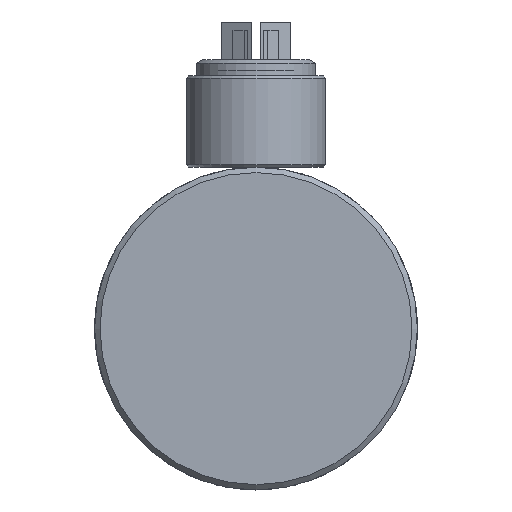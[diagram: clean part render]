
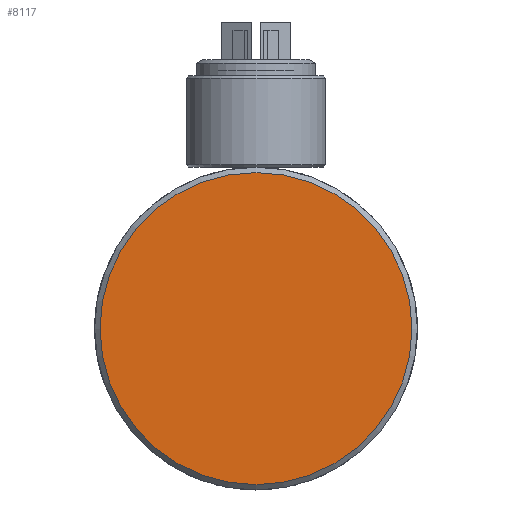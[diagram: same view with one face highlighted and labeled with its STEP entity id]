
A CAD part, left-side view. The second image highlights one B-rep face of the part: STEP entity #8117.
In plain terms, the highlighted planar face has unit normal (-1, 0, 0).
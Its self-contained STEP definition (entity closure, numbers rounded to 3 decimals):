
#898 = ORIENTED_EDGE ( 'NONE', *, *, #5419, .T. ) ;
#913 = DIRECTION ( 'NONE',  ( -1., 0., 0. ) ) ;
#1099 = VERTEX_POINT ( 'NONE', #9980 ) ;
#1703 = FACE_OUTER_BOUND ( 'NONE', #6002, .T. ) ;
#2407 = AXIS2_PLACEMENT_3D ( 'NONE', #8764, #913, #6824 ) ;
#3886 = CARTESIAN_POINT ( 'NONE',  ( -43., 0., 0. ) ) ;
#3951 = DIRECTION ( 'NONE',  ( -1., 0., 0. ) ) ;
#4970 = DIRECTION ( 'NONE',  ( 0., 0., 1. ) ) ;
#5419 = EDGE_CURVE ( 'NONE', #1099, #1099, #6587, .T. ) ;
#5671 = PLANE ( 'NONE',  #2407 ) ;
#6002 = EDGE_LOOP ( 'NONE', ( #898 ) ) ;
#6587 = CIRCLE ( 'NONE', #7828, 29. ) ;
#6824 = DIRECTION ( 'NONE',  ( 0., 0., 1. ) ) ;
#7828 = AXIS2_PLACEMENT_3D ( 'NONE', #3886, #3951, #4970 ) ;
#8117 = ADVANCED_FACE ( 'NONE', ( #1703 ), #5671, .T. ) ;
#8764 = CARTESIAN_POINT ( 'NONE',  ( -43., 0., 29. ) ) ;
#9980 = CARTESIAN_POINT ( 'NONE',  ( -43., 0., 29. ) ) ;
